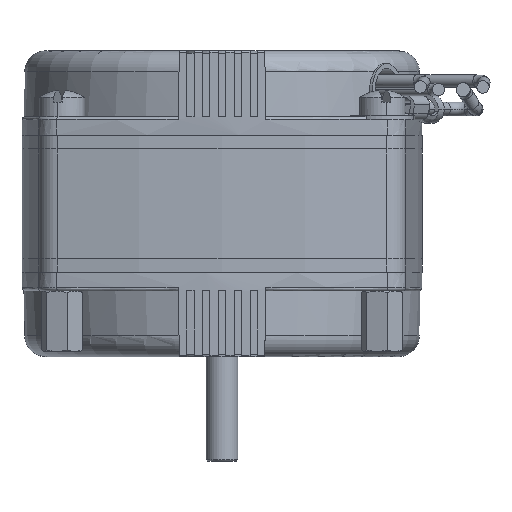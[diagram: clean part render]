
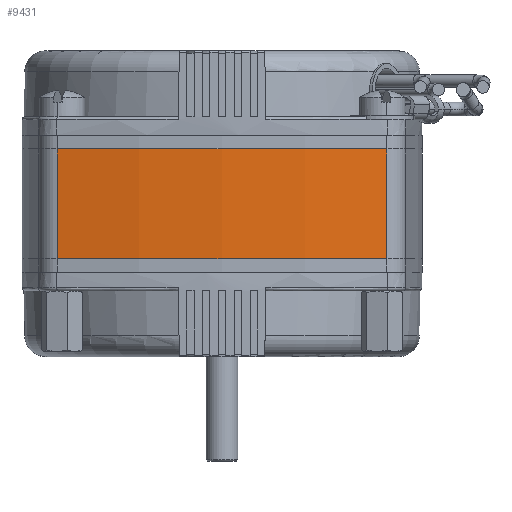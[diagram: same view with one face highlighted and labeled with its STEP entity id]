
A CAD part, front view. The second image highlights one B-rep face of the part: STEP entity #9431.
In plain terms, the highlighted cylindrical face has radius 122.885 mm (diameter 245.77 mm), a partial arc.
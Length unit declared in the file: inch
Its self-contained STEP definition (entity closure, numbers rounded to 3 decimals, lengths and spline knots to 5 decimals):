
#866 = VERTEX_POINT ( 'NONE', #19161 ) ;
#1240 = VERTEX_POINT ( 'NONE', #18560 ) ;
#1516 = ORIENTED_EDGE ( 'NONE', *, *, #12215, .F. ) ;
#1718 = ORIENTED_EDGE ( 'NONE', *, *, #9277, .F. ) ;
#2457 = CARTESIAN_POINT ( 'NONE',  ( 0., 3.651, 0.73255 ) ) ;
#3435 = CARTESIAN_POINT ( 'NONE',  ( 0.97826, -1.08706, 0.815 ) ) ;
#3835 = CIRCLE ( 'NONE', #13486, 4.838 ) ;
#4322 = DIRECTION ( 'NONE',  ( 0., 1., 0. ) ) ;
#4708 = EDGE_LOOP ( 'NONE', ( #1516, #1718, #18421, #5069 ) ) ;
#5069 = ORIENTED_EDGE ( 'NONE', *, *, #10861, .T. ) ;
#5295 = AXIS2_PLACEMENT_3D ( 'NONE', #11360, #9514, #16706 ) ;
#5473 = VERTEX_POINT ( 'NONE', #7181 ) ;
#5724 = DIRECTION ( 'NONE',  ( 0., 0., -1. ) ) ;
#6172 = CARTESIAN_POINT ( 'NONE',  ( 0.97826, -1.08706, 0.73255 ) ) ;
#7181 = CARTESIAN_POINT ( 'NONE',  ( 0.97826, -1.08706, 0.08245 ) ) ;
#9277 = EDGE_CURVE ( 'NONE', #20006, #5473, #21921, .T. ) ;
#9431 = ADVANCED_FACE ( 'NONE', ( #9881 ), #14173, .T. ) ;
#9514 = DIRECTION ( 'NONE',  ( 0., 0., -1. ) ) ;
#9881 = FACE_OUTER_BOUND ( 'NONE', #4708, .T. ) ;
#10417 = CIRCLE ( 'NONE', #16197, 4.838 ) ;
#10861 = EDGE_CURVE ( 'NONE', #1240, #866, #22819, .T. ) ;
#11360 = CARTESIAN_POINT ( 'NONE',  ( 0., 3.651, 0.815 ) ) ;
#11787 = CARTESIAN_POINT ( 'NONE',  ( -0.97826, -1.08706, 0.815 ) ) ;
#12215 = EDGE_CURVE ( 'NONE', #5473, #866, #3835, .T. ) ;
#12754 = VECTOR ( 'NONE', #21784, 39.37008 ) ;
#12777 = EDGE_CURVE ( 'NONE', #20006, #1240, #10417, .T. ) ;
#13062 = VECTOR ( 'NONE', #22768, 39.37008 ) ;
#13486 = AXIS2_PLACEMENT_3D ( 'NONE', #16671, #5724, #18521 ) ;
#14173 = CYLINDRICAL_SURFACE ( 'NONE', #5295, 4.838 ) ;
#15267 = DIRECTION ( 'NONE',  ( 0., 0., -1. ) ) ;
#16197 = AXIS2_PLACEMENT_3D ( 'NONE', #2457, #15267, #4322 ) ;
#16671 = CARTESIAN_POINT ( 'NONE',  ( 0., 3.651, 0.08245 ) ) ;
#16706 = DIRECTION ( 'NONE',  ( -1., 0., 0. ) ) ;
#18421 = ORIENTED_EDGE ( 'NONE', *, *, #12777, .T. ) ;
#18521 = DIRECTION ( 'NONE',  ( 0., 1., 0. ) ) ;
#18560 = CARTESIAN_POINT ( 'NONE',  ( -0.97826, -1.08706, 0.73255 ) ) ;
#19161 = CARTESIAN_POINT ( 'NONE',  ( -0.97826, -1.08706, 0.08245 ) ) ;
#20006 = VERTEX_POINT ( 'NONE', #6172 ) ;
#21784 = DIRECTION ( 'NONE',  ( 0., 0., -1. ) ) ;
#21921 = LINE ( 'NONE', #3435, #12754 ) ;
#22768 = DIRECTION ( 'NONE',  ( 0., 0., -1. ) ) ;
#22819 = LINE ( 'NONE', #11787, #13062 ) ;
